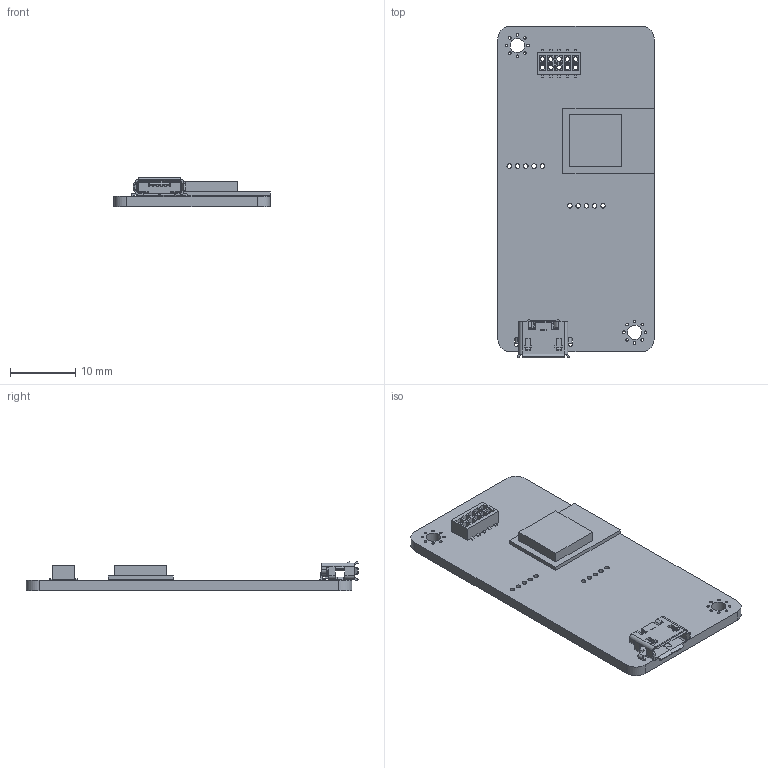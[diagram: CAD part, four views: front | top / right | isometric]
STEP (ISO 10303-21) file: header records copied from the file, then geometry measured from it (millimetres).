
FILE_DESCRIPTION(('KiCad electronic assembly'),'2;1');
FILE_NAME('sensor-net-gateway-bl651.step','2020-11-21T19:09:12',( 'An Author'),('A Company'),'Open CASCADE STEP processor 7.4', 'KiCad to STEP converter','Unknown');
FILE_SCHEMA(('AUTOMOTIVE_DESIGN { 1 0 10303 214 1 1 1 1 }'));
Length unit declared in the file: millimetre
Products named in the file (12): Open CASCADE STEP translator 7.4 1; BL651; SOLID; 47589-0001; COMPOUND; M50-3150542R
Assembly tree (11 placements, depth 3):
  Open CASCADE STEP translator 7.4 1
    BL651
      SOLID
      SOLID
    47589-0001
      COMPOUND
    M50-3150542R
      SOLID
      COMPOUND
      SOLID
      SOLID
    COMPOUND
Bounding box: 24 x 50.95 x 4.5 mm (x, y, z)
Volume: 2140.5 mm3; surface area: 3676.6 mm2
Topology: 17 solids, 17 shells, 652 faces, 1850 edges, 1313 vertices
Faces by surface type: plane 483, cylinder 159, cone 6, sphere 4
Full cylindrical faces by diameter (mm): 0.4 x16, 0.7 x10, 0.71 x10, 0.75 x2, 1 x2, 2.2 x2
Entity records: 45238 total; most frequent: CARTESIAN_POINT 8116, DIRECTION 6961, LINE 4681, VECTOR 4681, ORIENTED_EDGE 3532, PCURVE 3532, DEFINITIONAL_REPRESENTATION 3532, EDGE_CURVE 1766
